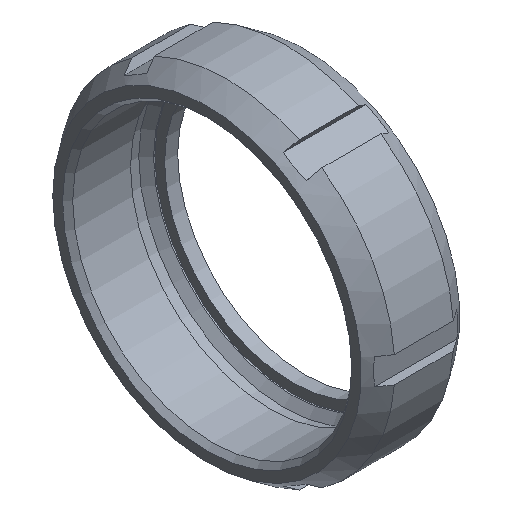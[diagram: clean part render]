
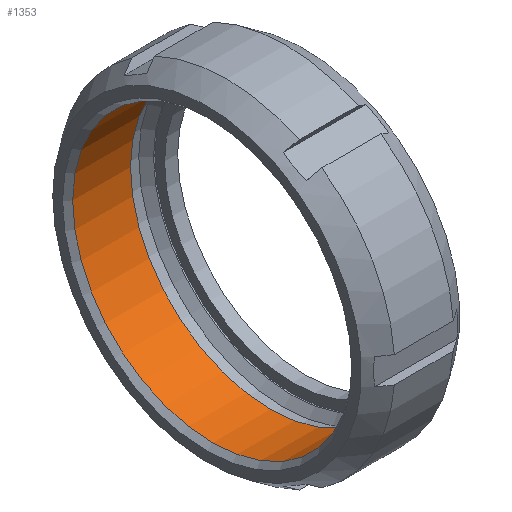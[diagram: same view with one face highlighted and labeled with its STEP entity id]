
A CAD part, isometric view. The second image highlights one B-rep face of the part: STEP entity #1353.
In plain terms, the highlighted cylindrical face has radius 64.095 mm (diameter 128.19 mm), a full revolution.
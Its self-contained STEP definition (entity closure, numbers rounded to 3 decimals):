
#1210=CARTESIAN_POINT('',(2.522,64.095,0.0));
#1211=VERTEX_POINT('',#1210);
#1212=CARTESIAN_POINT('',(2.522,0.0,0.0));
#1213=DIRECTION('',(1.0,0.0,0.0));
#1214=DIRECTION('',(0.0,1.0,0.0));
#1215=AXIS2_PLACEMENT_3D('',#1212,#1213,#1214);
#1216=CIRCLE('',#1215,64.095);
#1217=EDGE_CURVE('',#1211,#1211,#1216,.T.);
#1330=CARTESIAN_POINT('',(29.,64.095,0.0));
#1331=VERTEX_POINT('',#1330);
#1332=CARTESIAN_POINT('',(29.,0.0,0.0));
#1333=DIRECTION('',(1.0,0.0,0.0));
#1334=DIRECTION('',(0.0,1.0,0.0));
#1335=AXIS2_PLACEMENT_3D('',#1332,#1333,#1334);
#1336=CIRCLE('',#1335,64.095);
#1337=EDGE_CURVE('',#1331,#1331,#1336,.T.);
#1342=CARTESIAN_POINT('',(15.761,0.0,0.0));
#1343=DIRECTION('',(1.0,0.0,0.0));
#1344=DIRECTION('',(0.0,1.0,0.0));
#1345=AXIS2_PLACEMENT_3D('',#1342,#1343,#1344);
#1346=CYLINDRICAL_SURFACE('',#1345,64.095);
#1347=ORIENTED_EDGE('',*,*,#1217,.F.);
#1348=EDGE_LOOP('',(#1347));
#1349=FACE_OUTER_BOUND('',#1348,.T.);
#1350=ORIENTED_EDGE('',*,*,#1337,.T.);
#1351=EDGE_LOOP('',(#1350));
#1352=FACE_BOUND('',#1351,.T.);
#1353=ADVANCED_FACE('',(#1349,#1352),#1346,.F.);
